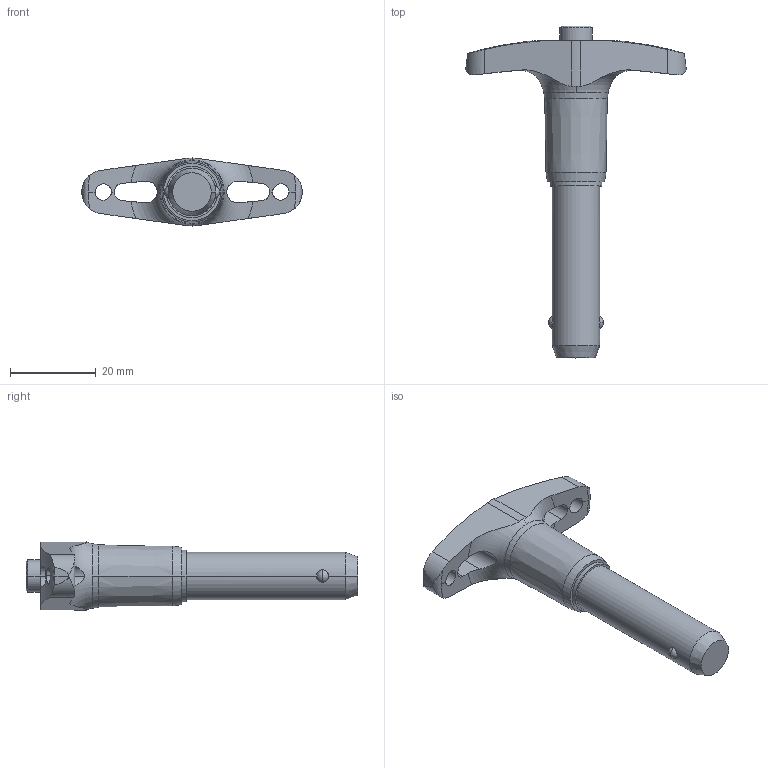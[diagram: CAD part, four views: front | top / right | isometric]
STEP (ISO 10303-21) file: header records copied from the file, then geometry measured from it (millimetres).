
FILE_DESCRIPTION(('STEP AP214'),'1');
FILE_NAME('EH_4211_E12.stp','2017-01-30T14:32:44',('TraceParts'),('TraceParts S.A.'),'Spatial InterOp 3D',' ',' ');
FILE_SCHEMA(('automotive_design'));
Length unit declared in the file: millimetre
Products named in the file (1): 1
Bounding box: 51.45 x 77.47 x 15.88 mm (x, y, z)
Volume: 11904.2 mm3; surface area: 4986.3 mm2
Topology: 1 solids, 1 shells, 74 faces, 210 edges, 136 vertices
Faces by surface type: cylinder 26, cone 18, plane 14, torus 12, sphere 4
Entity records: 4106 total; most frequent: CARTESIAN_POINT 1651, ORIENTED_EDGE 420, DIRECTION 360, EDGE_CURVE 210, AXIS2_PLACEMENT_3D 153, VERTEX_POINT 136, EDGE_LOOP 80, CIRCLE 78
